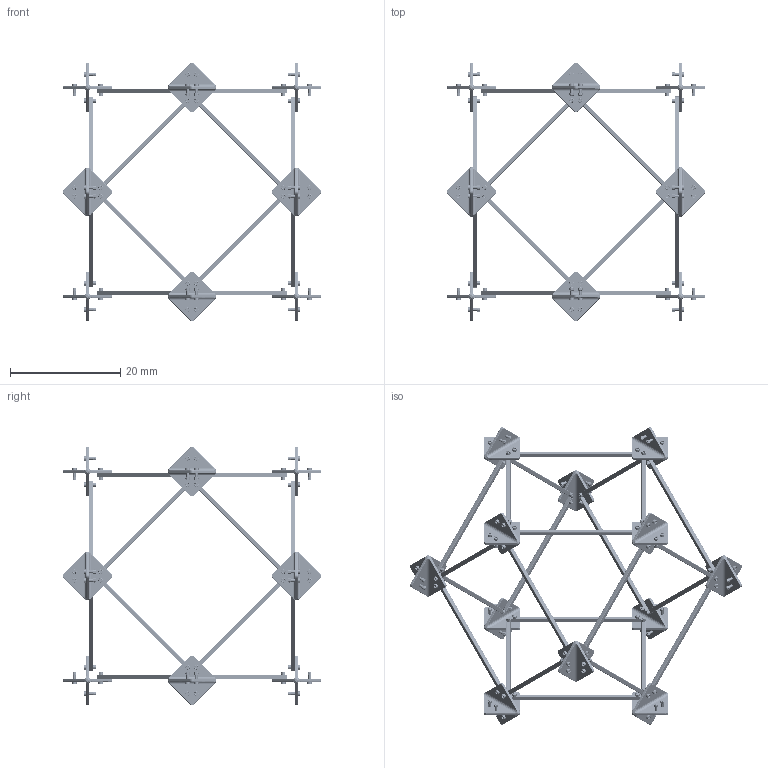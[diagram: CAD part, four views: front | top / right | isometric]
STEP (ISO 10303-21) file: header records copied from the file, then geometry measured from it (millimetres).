
FILE_DESCRIPTION(('FreeCAD Model'),'2;1');
FILE_NAME('Open CASCADE Shape Model','2025-04-27T08:31:28',('FreeCAD'),( 'FreeCAD'),'Open CASCADE STEP processor 7.6','FreeCAD','Unknown');
FILE_SCHEMA(('AUTOMOTIVE_DESIGN { 1 0 10303 214 1 1 1 1 }'));
Products named in the file (1): Open CASCADE STEP translator 7.6 1
Bounding box: 46.8 x 46.8 x 46.77 mm (x, y, z)
Volume: 876.5 mm3; surface area: 4576.8 mm2
Topology: 228 solids, 228 shells, 9528 faces, 22624 edges, 13648 vertices
Faces by surface type: bspline 9528
Entity records: 278504 total; most frequent: CARTESIAN_POINT 154753, ORIENTED_EDGE 44864, EDGE_CURVE 22432, VERTEX_POINT 13648, FACE_BOUND 10296, EDGE_LOOP 10296, B_SPLINE_CURVE_WITH_KNOTS 10032, ADVANCED_FACE 9528
